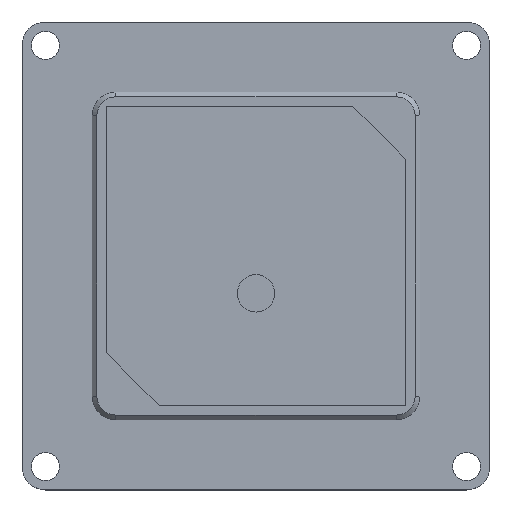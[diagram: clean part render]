
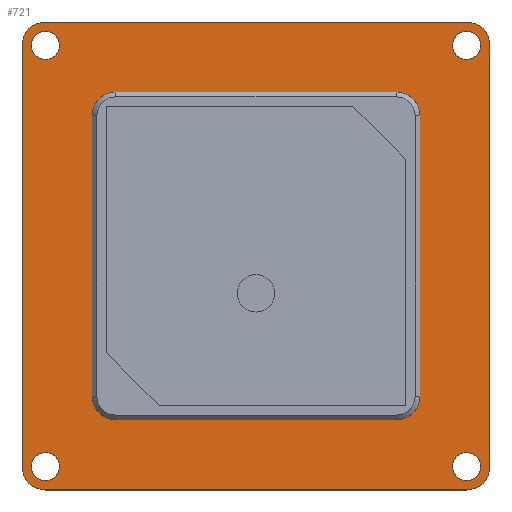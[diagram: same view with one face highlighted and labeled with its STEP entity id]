
A CAD part, top view. The second image highlights one B-rep face of the part: STEP entity #721.
In plain terms, the highlighted planar face has unit normal (0, 0, 1).
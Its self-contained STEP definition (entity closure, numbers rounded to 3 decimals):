
#25=FACE_BOUND('',#168,.T.);
#26=FACE_BOUND('',#169,.T.);
#27=FACE_BOUND('',#170,.T.);
#28=FACE_BOUND('',#171,.T.);
#29=FACE_BOUND('',#172,.T.);
#51=CIRCLE('',#741,2.5);
#52=CIRCLE('',#744,2.5);
#55=CIRCLE('',#759,2.5);
#56=CIRCLE('',#762,2.5);
#57=CIRCLE('',#765,2.5);
#66=CIRCLE('',#777,2.5);
#67=CIRCLE('',#780,2.5);
#68=CIRCLE('',#783,2.5);
#69=CIRCLE('',#785,1.5);
#70=CIRCLE('',#787,1.5);
#71=CIRCLE('',#789,1.5);
#72=CIRCLE('',#791,1.5);
#116=FACE_OUTER_BOUND('',#167,.T.);
#167=EDGE_LOOP('',(#615,#616,#617,#618,#619,#620,#621,#622));
#168=EDGE_LOOP('',(#623,#624,#625,#626,#627,#628,#629,#630));
#169=EDGE_LOOP('',(#631));
#170=EDGE_LOOP('',(#632));
#171=EDGE_LOOP('',(#633));
#172=EDGE_LOOP('',(#634));
#192=LINE('',#1056,#254);
#195=LINE('',#1064,#257);
#216=LINE('',#1116,#278);
#218=LINE('',#1122,#280);
#223=LINE('',#1137,#285);
#229=LINE('',#1165,#291);
#232=LINE('',#1173,#294);
#234=LINE('',#1191,#296);
#254=VECTOR('',#853,30.);
#257=VECTOR('',#862,30.);
#278=VECTOR('',#913,30.);
#280=VECTOR('',#921,30.);
#285=VECTOR('',#934,45.);
#291=VECTOR('',#962,45.);
#294=VECTOR('',#971,45.);
#296=VECTOR('',#995,45.);
#313=VERTEX_POINT('',#1048);
#314=VERTEX_POINT('',#1050);
#315=VERTEX_POINT('',#1054);
#316=VERTEX_POINT('',#1058);
#317=VERTEX_POINT('',#1062);
#332=VERTEX_POINT('',#1110);
#333=VERTEX_POINT('',#1114);
#334=VERTEX_POINT('',#1118);
#335=VERTEX_POINT('',#1124);
#336=VERTEX_POINT('',#1125);
#340=VERTEX_POINT('',#1135);
#350=VERTEX_POINT('',#1159);
#351=VERTEX_POINT('',#1163);
#352=VERTEX_POINT('',#1167);
#353=VERTEX_POINT('',#1168);
#354=VERTEX_POINT('',#1175);
#355=VERTEX_POINT('',#1179);
#356=VERTEX_POINT('',#1182);
#357=VERTEX_POINT('',#1185);
#358=VERTEX_POINT('',#1188);
#384=EDGE_CURVE('',#313,#314,#51,.F.);
#387=EDGE_CURVE('',#313,#315,#192,.T.);
#389=EDGE_CURVE('',#316,#315,#52,.F.);
#391=EDGE_CURVE('',#316,#317,#195,.T.);
#413=EDGE_CURVE('',#332,#317,#55,.F.);
#415=EDGE_CURVE('',#332,#333,#216,.T.);
#417=EDGE_CURVE('',#334,#333,#56,.F.);
#418=EDGE_CURVE('',#334,#314,#218,.T.);
#419=EDGE_CURVE('',#335,#336,#57,.T.);
#425=EDGE_CURVE('',#335,#340,#223,.T.);
#436=EDGE_CURVE('',#350,#340,#66,.T.);
#439=EDGE_CURVE('',#350,#351,#229,.T.);
#440=EDGE_CURVE('',#352,#353,#67,.T.);
#443=EDGE_CURVE('',#352,#336,#232,.T.);
#444=EDGE_CURVE('',#354,#351,#68,.T.);
#446=EDGE_CURVE('',#355,#355,#69,.T.);
#447=EDGE_CURVE('',#356,#356,#70,.T.);
#448=EDGE_CURVE('',#357,#357,#71,.T.);
#449=EDGE_CURVE('',#358,#358,#72,.T.);
#450=EDGE_CURVE('',#354,#353,#234,.T.);
#615=ORIENTED_EDGE('',*,*,#419,.F.);
#616=ORIENTED_EDGE('',*,*,#425,.T.);
#617=ORIENTED_EDGE('',*,*,#436,.F.);
#618=ORIENTED_EDGE('',*,*,#439,.T.);
#619=ORIENTED_EDGE('',*,*,#444,.F.);
#620=ORIENTED_EDGE('',*,*,#450,.T.);
#621=ORIENTED_EDGE('',*,*,#440,.F.);
#622=ORIENTED_EDGE('',*,*,#443,.T.);
#623=ORIENTED_EDGE('',*,*,#391,.T.);
#624=ORIENTED_EDGE('',*,*,#413,.F.);
#625=ORIENTED_EDGE('',*,*,#415,.T.);
#626=ORIENTED_EDGE('',*,*,#417,.F.);
#627=ORIENTED_EDGE('',*,*,#418,.T.);
#628=ORIENTED_EDGE('',*,*,#384,.F.);
#629=ORIENTED_EDGE('',*,*,#387,.T.);
#630=ORIENTED_EDGE('',*,*,#389,.F.);
#631=ORIENTED_EDGE('',*,*,#446,.T.);
#632=ORIENTED_EDGE('',*,*,#447,.T.);
#633=ORIENTED_EDGE('',*,*,#448,.T.);
#634=ORIENTED_EDGE('',*,*,#449,.T.);
#657=PLANE('',#793);
#721=ADVANCED_FACE('',(#116,#25,#26,#27,#28,#29),#657,.T.);
#741=AXIS2_PLACEMENT_3D('',#1051,#847,#848);
#744=AXIS2_PLACEMENT_3D('',#1060,#857,#858);
#759=AXIS2_PLACEMENT_3D('',#1112,#908,#909);
#762=AXIS2_PLACEMENT_3D('',#1120,#917,#918);
#765=AXIS2_PLACEMENT_3D('',#1126,#924,#925);
#777=AXIS2_PLACEMENT_3D('',#1160,#956,#957);
#780=AXIS2_PLACEMENT_3D('',#1169,#965,#966);
#783=AXIS2_PLACEMENT_3D('',#1176,#974,#975);
#785=AXIS2_PLACEMENT_3D('',#1180,#979,#980);
#787=AXIS2_PLACEMENT_3D('',#1183,#983,#984);
#789=AXIS2_PLACEMENT_3D('',#1186,#987,#988);
#791=AXIS2_PLACEMENT_3D('',#1189,#991,#992);
#793=AXIS2_PLACEMENT_3D('',#1192,#996,#997);
#847=DIRECTION('center_axis',(0.,0.,-1.));
#848=DIRECTION('ref_axis',(0.707,-0.707,0.));
#853=DIRECTION('',(-1.,0.,0.));
#857=DIRECTION('center_axis',(0.,0.,-1.));
#858=DIRECTION('ref_axis',(-0.707,-0.707,0.));
#862=DIRECTION('',(0.,1.,0.));
#908=DIRECTION('center_axis',(0.,0.,-1.));
#909=DIRECTION('ref_axis',(-0.707,0.707,0.));
#913=DIRECTION('',(1.,0.,0.));
#917=DIRECTION('center_axis',(0.,0.,-1.));
#918=DIRECTION('ref_axis',(0.707,0.707,0.));
#921=DIRECTION('',(0.,-1.,0.));
#924=DIRECTION('center_axis',(0.,0.,-1.));
#925=DIRECTION('ref_axis',(-0.707,-0.707,0.));
#934=DIRECTION('',(1.,0.,0.));
#956=DIRECTION('center_axis',(0.,0.,-1.));
#957=DIRECTION('ref_axis',(0.707,-0.707,0.));
#962=DIRECTION('',(0.,1.,0.));
#965=DIRECTION('center_axis',(0.,0.,-1.));
#966=DIRECTION('ref_axis',(-0.707,0.707,0.));
#971=DIRECTION('',(0.,-1.,0.));
#974=DIRECTION('center_axis',(0.,0.,-1.));
#975=DIRECTION('ref_axis',(0.707,0.707,0.));
#979=DIRECTION('center_axis',(0.,0.,-1.));
#980=DIRECTION('ref_axis',(1.,0.,0.));
#983=DIRECTION('center_axis',(0.,0.,-1.));
#984=DIRECTION('ref_axis',(1.,0.,0.));
#987=DIRECTION('center_axis',(0.,0.,-1.));
#988=DIRECTION('ref_axis',(1.,0.,0.));
#991=DIRECTION('center_axis',(0.,0.,-1.));
#992=DIRECTION('ref_axis',(1.,0.,0.));
#995=DIRECTION('',(-1.,0.,0.));
#996=DIRECTION('center_axis',(0.,0.,1.));
#997=DIRECTION('ref_axis',(1.,0.,0.));
#1048=CARTESIAN_POINT('',(15.,-17.5,1.5));
#1050=CARTESIAN_POINT('',(17.5,-15.,1.5));
#1051=CARTESIAN_POINT('Origin',(15.,-15.,1.5));
#1054=CARTESIAN_POINT('',(-15.,-17.5,1.5));
#1056=CARTESIAN_POINT('',(-8.75,-17.5,1.5));
#1058=CARTESIAN_POINT('',(-17.5,-15.,1.5));
#1060=CARTESIAN_POINT('Origin',(-15.,-15.,1.5));
#1062=CARTESIAN_POINT('',(-17.5,15.,1.5));
#1064=CARTESIAN_POINT('',(-17.5,8.75,1.5));
#1110=CARTESIAN_POINT('',(-15.,17.5,1.5));
#1112=CARTESIAN_POINT('Origin',(-15.,15.,1.5));
#1114=CARTESIAN_POINT('',(15.,17.5,1.5));
#1116=CARTESIAN_POINT('',(8.75,17.5,1.5));
#1118=CARTESIAN_POINT('',(17.5,15.,1.5));
#1120=CARTESIAN_POINT('Origin',(15.,15.,1.5));
#1122=CARTESIAN_POINT('',(17.5,-8.75,1.5));
#1124=CARTESIAN_POINT('',(-22.5,-25.,1.5));
#1125=CARTESIAN_POINT('',(-25.,-22.5,1.5));
#1126=CARTESIAN_POINT('Origin',(-22.5,-22.5,1.5));
#1135=CARTESIAN_POINT('',(22.5,-25.,1.5));
#1137=CARTESIAN_POINT('',(-25.,-25.,1.5));
#1159=CARTESIAN_POINT('',(25.,-22.5,1.5));
#1160=CARTESIAN_POINT('Origin',(22.5,-22.5,1.5));
#1163=CARTESIAN_POINT('',(25.,22.5,1.5));
#1165=CARTESIAN_POINT('',(25.,-25.,1.5));
#1167=CARTESIAN_POINT('',(-25.,22.5,1.5));
#1168=CARTESIAN_POINT('',(-22.5,25.,1.5));
#1169=CARTESIAN_POINT('Origin',(-22.5,22.5,1.5));
#1173=CARTESIAN_POINT('',(-25.,25.,1.5));
#1175=CARTESIAN_POINT('',(22.5,25.,1.5));
#1176=CARTESIAN_POINT('Origin',(22.5,22.5,1.5));
#1179=CARTESIAN_POINT('',(21.,-22.5,1.5));
#1180=CARTESIAN_POINT('Origin',(22.5,-22.5,1.5));
#1182=CARTESIAN_POINT('',(-24.,22.5,1.5));
#1183=CARTESIAN_POINT('Origin',(-22.5,22.5,1.5));
#1185=CARTESIAN_POINT('',(21.,22.5,1.5));
#1186=CARTESIAN_POINT('Origin',(22.5,22.5,1.5));
#1188=CARTESIAN_POINT('',(-24.,-22.5,1.5));
#1189=CARTESIAN_POINT('Origin',(-22.5,-22.5,1.5));
#1191=CARTESIAN_POINT('',(25.,25.,1.5));
#1192=CARTESIAN_POINT('Origin',(0.,0.,1.5));
